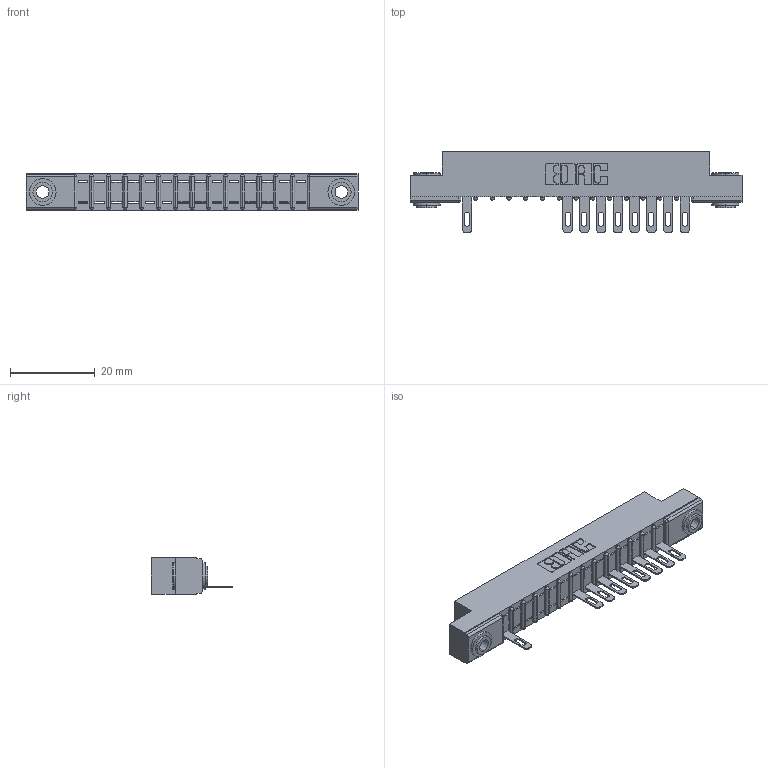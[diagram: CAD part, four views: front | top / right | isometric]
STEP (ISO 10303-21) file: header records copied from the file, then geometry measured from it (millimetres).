
FILE_DESCRIPTION (( 'STEP AP203' ), '1' );
FILE_NAME ('307-014-505-103.STEP', '2018-08-03T00:16:13', ( '' ), ( '' ), 'SwSTEP 2.0', 'SolidWorks 2016', '' );
FILE_SCHEMA (( 'CONFIG_CONTROL_DESIGN' ));
Length unit declared in the file: inch
Products named in the file (4): 307 Part_.156 Dia Mounting Holes; 307-290-001_505; 345-250-002_345-250-002-102; 307-014-505-103
Assembly tree (12 placements, depth 2):
  307-014-505-103
    307 Part_.156 Dia Mounting Holes
    307-290-001_505  x9
    345-250-002_345-250-002-102  x2
Bounding box: 78.49 x 19.18 x 8.71 mm (x, y, z)
Volume: 4916.2 mm3; surface area: 7206.3 mm2
Topology: 12 solids, 12 shells, 789 faces, 2213 edges, 1418 vertices
Faces by surface type: plane 478, cylinder 273, sphere 30, cone 8
Entity records: 16333 total; most frequent: CARTESIAN_POINT 2740, ORIENTED_EDGE 2722, DIRECTION 2693, EDGE_CURVE 1361, VECTOR 1023, LINE 1023, VERTEX_POINT 882, AXIS2_PLACEMENT_3D 835
